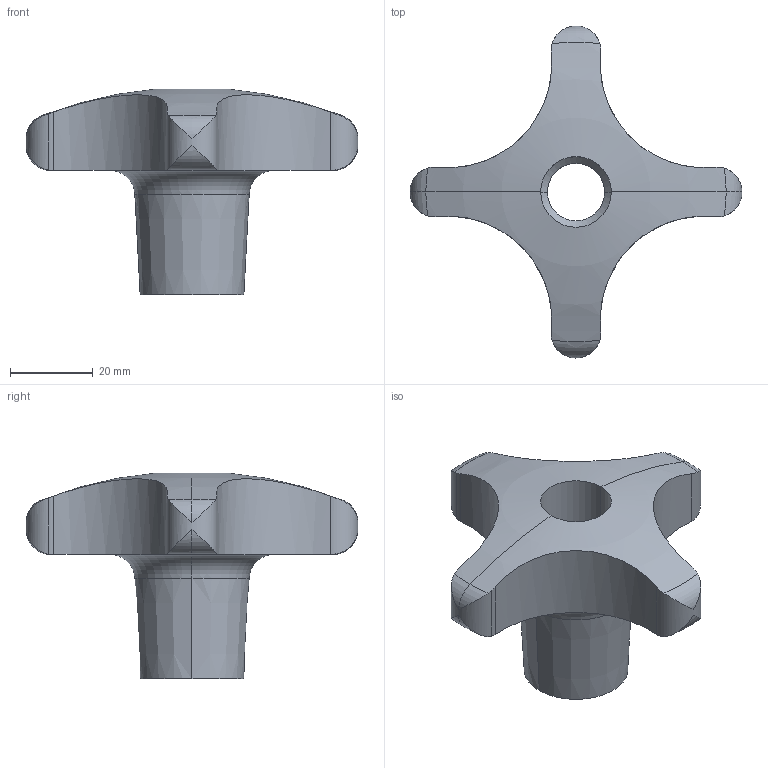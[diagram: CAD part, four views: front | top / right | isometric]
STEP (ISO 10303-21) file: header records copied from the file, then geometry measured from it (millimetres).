
FILE_DESCRIPTION(('STEP AP214'),'1');
FILE_NAME(' ',' ',('TraceParts'),('TraceParts S.A.'),'XStep 1.0',' ',' ');
FILE_SCHEMA(('automotive_design'));
Length unit declared in the file: millimetre
Products named in the file (1): 1
Bounding box: 80 x 80 x 49.64 mm (x, y, z)
Volume: 46643.8 mm3; surface area: 12523.5 mm2
Topology: 1 solids, 1 shells, 43 faces, 118 edges, 76 vertices
Faces by surface type: cylinder 16, torus 14, cone 6, plane 5, sphere 2
Entity records: 3174 total; most frequent: CARTESIAN_POINT 766, STYLED_ITEM 238, PRESENTATION_STYLE_ASSIGNMENT 238, COLOUR_RGB 238, ORIENTED_EDGE 236, DIRECTION 222, EDGE_CURVE 118, CURVE_STYLE 118
